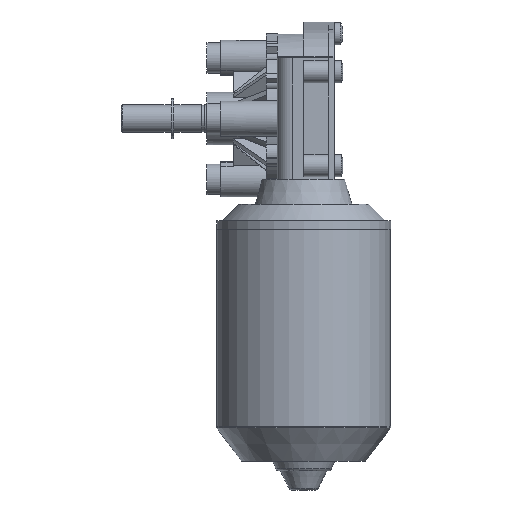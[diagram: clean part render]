
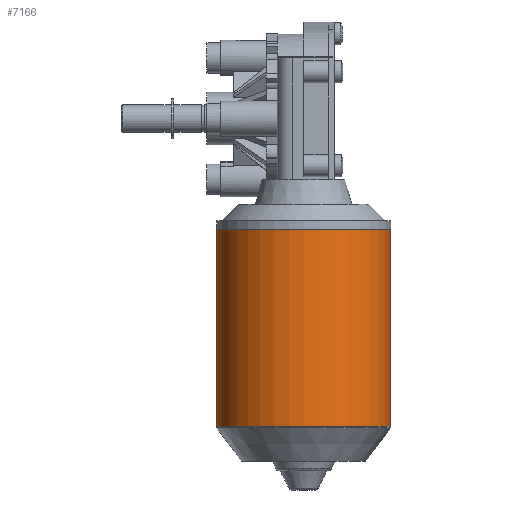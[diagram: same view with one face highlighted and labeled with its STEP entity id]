
A CAD part, front view. The second image highlights one B-rep face of the part: STEP entity #7166.
In plain terms, the highlighted cylindrical face has radius 31.4 mm (diameter 62.8 mm), a full revolution.
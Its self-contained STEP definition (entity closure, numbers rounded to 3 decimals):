
#1020=FACE_OUTER_BOUND('',#1423,.T.);
#1423=EDGE_LOOP('',(#6214,#6215,#6216,#6217));
#1984=LINE('',#12310,#2526);
#2526=VECTOR('',#9789,31.4);
#2997=CIRCLE('',#7935,31.4);
#2998=CIRCLE('',#7937,31.4);
#3639=VERTEX_POINT('',#12305);
#3640=VERTEX_POINT('',#12308);
#4576=EDGE_CURVE('',#3639,#3639,#2997,.T.);
#4577=EDGE_CURVE('',#3640,#3640,#2998,.T.);
#4578=EDGE_CURVE('',#3640,#3639,#1984,.T.);
#6214=ORIENTED_EDGE('',*,*,#4577,.T.);
#6215=ORIENTED_EDGE('',*,*,#4578,.T.);
#6216=ORIENTED_EDGE('',*,*,#4576,.F.);
#6217=ORIENTED_EDGE('',*,*,#4578,.F.);
#6880=CYLINDRICAL_SURFACE('',#7936,31.4);
#7166=ADVANCED_FACE('',(#1020),#6880,.T.);
#7935=AXIS2_PLACEMENT_3D('',#12306,#9783,#9784);
#7936=AXIS2_PLACEMENT_3D('',#12307,#9785,#9786);
#7937=AXIS2_PLACEMENT_3D('',#12309,#9787,#9788);
#9783=DIRECTION('center_axis',(0.,0.,1.));
#9784=DIRECTION('ref_axis',(1.,0.,0.));
#9785=DIRECTION('center_axis',(0.,0.,-1.));
#9786=DIRECTION('ref_axis',(1.,0.,0.));
#9787=DIRECTION('center_axis',(0.,0.,1.));
#9788=DIRECTION('ref_axis',(1.,0.,0.));
#9789=DIRECTION('',(0.,0.,1.));
#12305=CARTESIAN_POINT('',(-31.4,-31.,-40.1));
#12306=CARTESIAN_POINT('Origin',(0.,-31.,-40.1));
#12307=CARTESIAN_POINT('Origin',(0.,-31.,-40.));
#12308=CARTESIAN_POINT('',(-31.4,-31.,-111.5));
#12309=CARTESIAN_POINT('Origin',(0.,-31.,-111.5));
#12310=CARTESIAN_POINT('',(-31.4,-31.,-40.));
